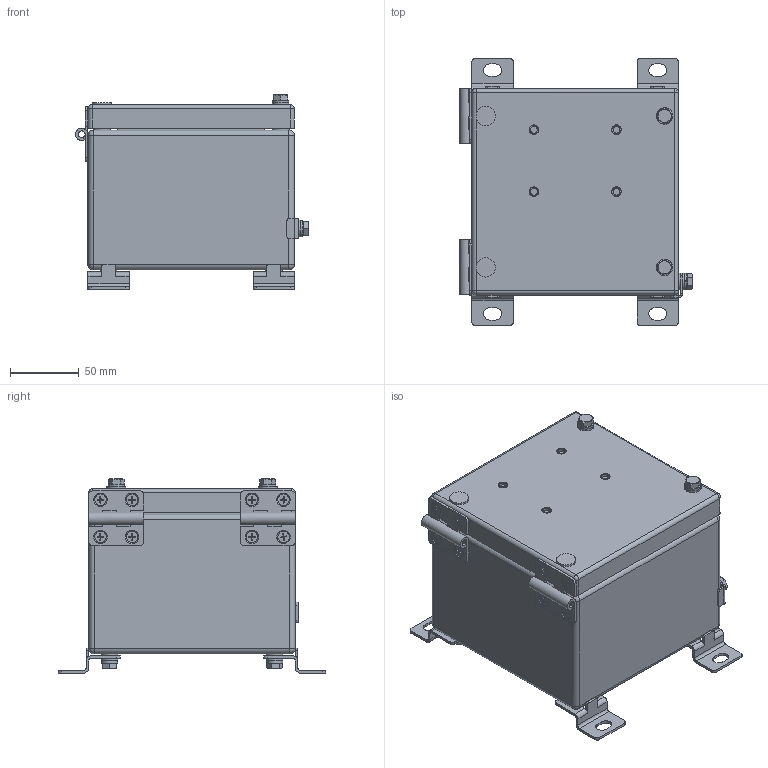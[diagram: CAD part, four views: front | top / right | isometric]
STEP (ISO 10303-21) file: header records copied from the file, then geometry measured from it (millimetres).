
FILE_DESCRIPTION((''),'2;1');
FILE_NAME('КСРВ-М151512.stp','2019-06-11T09:13:52',('L.A.Ronzhin'),(''),'Autodesk Inventor 2012','Autodesk Inventor 2012','');
FILE_SCHEMA(('AUTOMOTIVE_DESIGN { 1 0 10303 214 1 1 1 1 }'));
Length unit declared in the file: millimetre
Products named in the file (1): КСРВ-М151512
Bounding box: 169.19 x 194 x 141.2 mm (x, y, z)
Volume: 2704548 mm3; surface area: 156547.3 mm2
Topology: 1 solids, 1 shells, 733 faces, 1935 edges, 1224 vertices
Faces by surface type: plane 382, cylinder 186, cone 121, torus 32, sphere 12
Full cylindrical faces by diameter (mm): 5 x8, 5.459 x5, 6 x5, 6.4 x7, 6.5 x3, 6.9 x4, 7 x2, 7.5 x5, 8.4 x8, 8.7 x5, 9 x2, 12 x12, 12.7 x4, 14 x2
Entity records: 22984 total; most frequent: CARTESIAN_POINT 4756, DIRECTION 3663, ORIENTED_EDGE 3584, EDGE_CURVE 1792, AXIS2_PLACEMENT_3D 1387, VERTEX_POINT 1181, EDGE_LOOP 927, VECTOR 889
